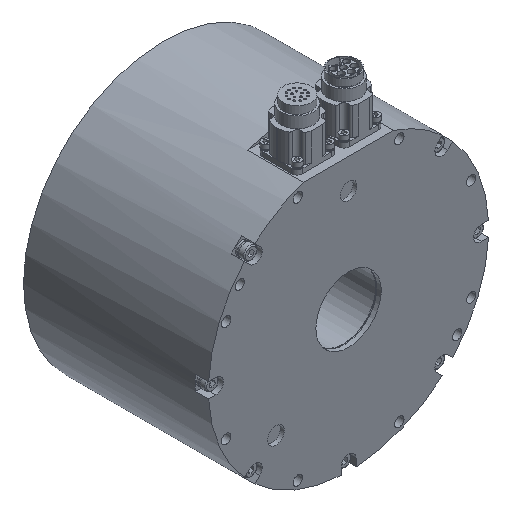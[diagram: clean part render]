
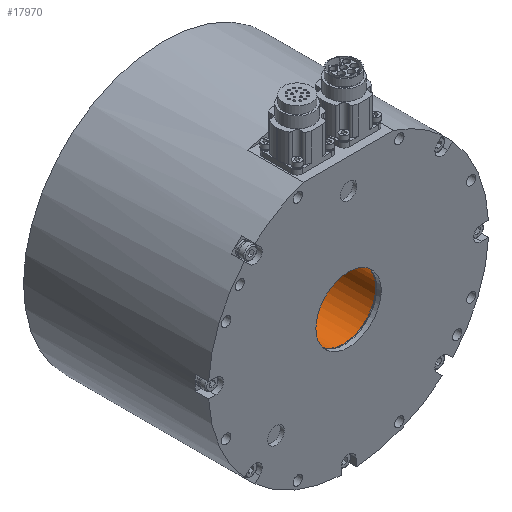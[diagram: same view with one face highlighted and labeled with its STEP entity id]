
A CAD part, isometric view. The second image highlights one B-rep face of the part: STEP entity #17970.
In plain terms, the highlighted cylindrical face has radius 17.5 mm (diameter 35 mm), a full revolution.
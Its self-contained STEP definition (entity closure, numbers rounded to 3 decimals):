
#552 = DIRECTION ( 'NONE',  ( 0., 0., -1. ) ) ;
#607 = DIRECTION ( 'NONE',  ( 0., 1., 0. ) ) ;
#633 = CARTESIAN_POINT ( 'NONE',  ( 0., 47.578, 0. ) ) ;
#1512 = ORIENTED_EDGE ( 'NONE', *, *, #4620, .T. ) ;
#1960 = AXIS2_PLACEMENT_3D ( 'NONE', #10749, #1982, #12222 ) ;
#1982 = DIRECTION ( 'NONE',  ( 0., 1., 0. ) ) ;
#2722 = AXIS2_PLACEMENT_3D ( 'NONE', #4625, #6096, #3155 ) ;
#3155 = DIRECTION ( 'NONE',  ( 0., 0., -1. ) ) ;
#3818 = FACE_OUTER_BOUND ( 'NONE', #12782, .T. ) ;
#4620 = EDGE_CURVE ( 'NONE', #5369, #5369, #9513, .T. ) ;
#4625 = CARTESIAN_POINT ( 'NONE',  ( 0., 110.597, 0. ) ) ;
#5150 = ORIENTED_EDGE ( 'NONE', *, *, #14671, .F. ) ;
#5369 = VERTEX_POINT ( 'NONE', #8136 ) ;
#5408 = FACE_OUTER_BOUND ( 'NONE', #13409, .T. ) ;
#6096 = DIRECTION ( 'NONE',  ( 0., 1., 0. ) ) ;
#8136 = CARTESIAN_POINT ( 'NONE',  ( 0., 47.578, -17.5 ) ) ;
#8246 = CIRCLE ( 'NONE', #1960, 17.5 ) ;
#9513 = CIRCLE ( 'NONE', #18709, 17.5 ) ;
#10243 = CYLINDRICAL_SURFACE ( 'NONE', #2722, 17.5 ) ;
#10749 = CARTESIAN_POINT ( 'NONE',  ( 0., -49.422, 0. ) ) ;
#12222 = DIRECTION ( 'NONE',  ( 0., 0., -1. ) ) ;
#12357 = VERTEX_POINT ( 'NONE', #16292 ) ;
#12782 = EDGE_LOOP ( 'NONE', ( #5150 ) ) ;
#13409 = EDGE_LOOP ( 'NONE', ( #1512 ) ) ;
#14671 = EDGE_CURVE ( 'NONE', #12357, #12357, #8246, .T. ) ;
#16292 = CARTESIAN_POINT ( 'NONE',  ( 0., -49.422, -17.5 ) ) ;
#17970 = ADVANCED_FACE ( 'NONE', ( #3818, #5408 ), #10243, .F. ) ;
#18709 = AXIS2_PLACEMENT_3D ( 'NONE', #633, #607, #552 ) ;
